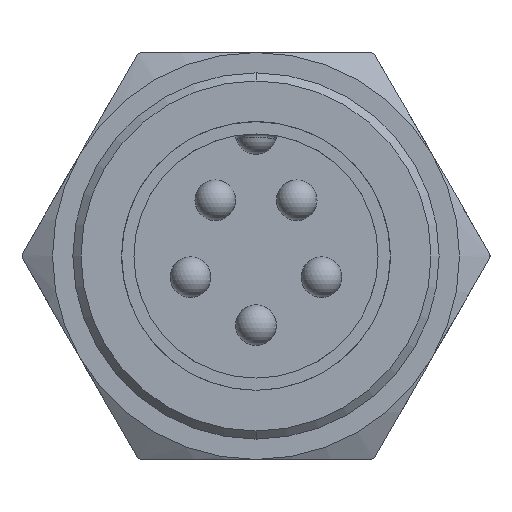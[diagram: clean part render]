
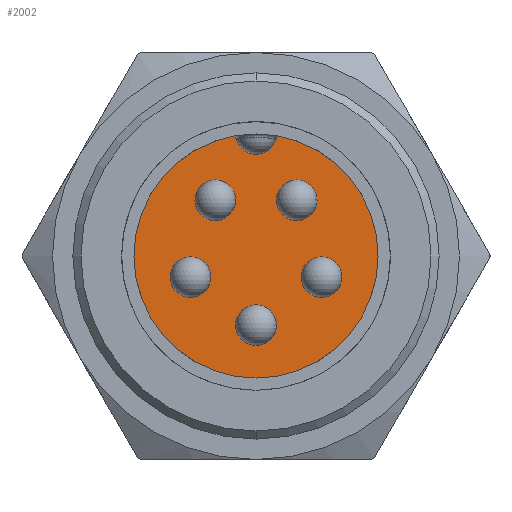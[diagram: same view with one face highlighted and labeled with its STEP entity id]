
A CAD part, front view. The second image highlights one B-rep face of the part: STEP entity #2002.
In plain terms, the highlighted planar face has unit normal (0, -1, 0).
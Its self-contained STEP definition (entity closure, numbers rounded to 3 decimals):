
#575=CARTESIAN_POINT('',(0.,0.,-3.0));
#576=VERTEX_POINT('',#575);
#583=CARTESIAN_POINT('',(-0.599,0.,2.94));
#584=VERTEX_POINT('',#583);
#585=CARTESIAN_POINT('',(0.0,0.,0.));
#586=DIRECTION('',(0.0,1.0,0.0));
#587=DIRECTION('',(0.0,0.0,1.0));
#588=AXIS2_PLACEMENT_3D('',#585,#586,#587);
#589=CIRCLE('',#588,3.0);
#590=EDGE_CURVE('',#576,#584,#589,.T.);
#623=CARTESIAN_POINT('',(-0.526,0.,2.927));
#624=VERTEX_POINT('',#623);
#633=CARTESIAN_POINT('',(-0.482,0.,2.868));
#634=VERTEX_POINT('',#633);
#635=CARTESIAN_POINT('',(-0.579,0.,2.842));
#636=DIRECTION('',(0.0,-1.,0.0));
#637=DIRECTION('',(0.524,0.0,0.852));
#638=AXIS2_PLACEMENT_3D('',#635,#636,#637);
#639=CIRCLE('',#638,0.1);
#640=EDGE_CURVE('',#634,#624,#639,.T.);
#667=CARTESIAN_POINT('',(0.526,0.,2.927));
#668=VERTEX_POINT('',#667);
#684=CARTESIAN_POINT('',(0.482,0.,2.868));
#685=VERTEX_POINT('',#684);
#692=CARTESIAN_POINT('',(0.579,0.,2.842));
#693=DIRECTION('',(0.0,-1.,0.0));
#694=DIRECTION('',(-0.524,0.0,0.852));
#695=AXIS2_PLACEMENT_3D('',#692,#693,#694);
#696=CIRCLE('',#695,0.1);
#697=EDGE_CURVE('',#668,#685,#696,.T.);
#707=CARTESIAN_POINT('',(-0.5,0.,1.37));
#708=VERTEX_POINT('',#707);
#717=CARTESIAN_POINT('',(-1.5,0.0,1.37));
#718=VERTEX_POINT('',#717);
#719=CARTESIAN_POINT('',(-1.,0.0,1.37));
#720=DIRECTION('',(0.0,1.0,0.0));
#721=DIRECTION('',(1.0,0.0,0.0));
#722=AXIS2_PLACEMENT_3D('',#719,#720,#721);
#723=CIRCLE('',#722,0.5);
#724=EDGE_CURVE('',#718,#708,#723,.T.);
#749=CARTESIAN_POINT('',(2.11,0.,-0.52));
#750=VERTEX_POINT('',#749);
#759=CARTESIAN_POINT('',(1.11,0.0,-0.52));
#760=VERTEX_POINT('',#759);
#761=CARTESIAN_POINT('',(1.61,0.0,-0.52));
#762=DIRECTION('',(0.0,1.0,0.0));
#763=DIRECTION('',(1.0,0.0,0.0));
#764=AXIS2_PLACEMENT_3D('',#761,#762,#763);
#765=CIRCLE('',#764,0.5);
#766=EDGE_CURVE('',#760,#750,#765,.T.);
#791=CARTESIAN_POINT('',(1.5,0.,1.37));
#792=VERTEX_POINT('',#791);
#801=CARTESIAN_POINT('',(0.5,0.0,1.37));
#802=VERTEX_POINT('',#801);
#803=CARTESIAN_POINT('',(1.,0.0,1.37));
#804=DIRECTION('',(0.0,1.0,0.0));
#805=DIRECTION('',(1.0,0.0,0.0));
#806=AXIS2_PLACEMENT_3D('',#803,#804,#805);
#807=CIRCLE('',#806,0.5);
#808=EDGE_CURVE('',#802,#792,#807,.T.);
#833=CARTESIAN_POINT('',(-1.11,0.,-0.52));
#834=VERTEX_POINT('',#833);
#843=CARTESIAN_POINT('',(-2.11,0.0,-0.52));
#844=VERTEX_POINT('',#843);
#845=CARTESIAN_POINT('',(-1.61,0.0,-0.52));
#846=DIRECTION('',(0.0,1.0,0.0));
#847=DIRECTION('',(1.0,0.0,0.0));
#848=AXIS2_PLACEMENT_3D('',#845,#846,#847);
#849=CIRCLE('',#848,0.5);
#850=EDGE_CURVE('',#844,#834,#849,.T.);
#875=CARTESIAN_POINT('',(0.5,0.,-1.7));
#876=VERTEX_POINT('',#875);
#885=CARTESIAN_POINT('',(-0.5,0.0,-1.7));
#886=VERTEX_POINT('',#885);
#887=CARTESIAN_POINT('',(0.0,0.0,-1.7));
#888=DIRECTION('',(0.0,1.0,0.0));
#889=DIRECTION('',(1.0,0.0,0.0));
#890=AXIS2_PLACEMENT_3D('',#887,#888,#889);
#891=CIRCLE('',#890,0.5);
#892=EDGE_CURVE('',#886,#876,#891,.T.);
#1602=CARTESIAN_POINT('',(0.0,0.0,-1.7));
#1603=DIRECTION('',(0.0,1.0,0.0));
#1604=DIRECTION('',(1.0,0.0,0.0));
#1605=AXIS2_PLACEMENT_3D('',#1602,#1603,#1604);
#1606=CIRCLE('',#1605,0.5);
#1607=EDGE_CURVE('',#876,#886,#1606,.T.);
#1636=CARTESIAN_POINT('',(-1.61,0.0,-0.52));
#1637=DIRECTION('',(0.0,1.0,0.0));
#1638=DIRECTION('',(1.0,0.0,0.0));
#1639=AXIS2_PLACEMENT_3D('',#1636,#1637,#1638);
#1640=CIRCLE('',#1639,0.5);
#1641=EDGE_CURVE('',#834,#844,#1640,.T.);
#1670=CARTESIAN_POINT('',(1.,0.0,1.37));
#1671=DIRECTION('',(0.0,1.0,0.0));
#1672=DIRECTION('',(1.0,0.0,0.0));
#1673=AXIS2_PLACEMENT_3D('',#1670,#1671,#1672);
#1674=CIRCLE('',#1673,0.5);
#1675=EDGE_CURVE('',#792,#802,#1674,.T.);
#1704=CARTESIAN_POINT('',(1.61,0.0,-0.52));
#1705=DIRECTION('',(0.0,1.0,0.0));
#1706=DIRECTION('',(1.0,0.0,0.0));
#1707=AXIS2_PLACEMENT_3D('',#1704,#1705,#1706);
#1708=CIRCLE('',#1707,0.5);
#1709=EDGE_CURVE('',#750,#760,#1708,.T.);
#1738=CARTESIAN_POINT('',(-1.,0.0,1.37));
#1739=DIRECTION('',(0.0,1.0,0.0));
#1740=DIRECTION('',(1.0,0.0,0.0));
#1741=AXIS2_PLACEMENT_3D('',#1738,#1739,#1740);
#1742=CIRCLE('',#1741,0.5);
#1743=EDGE_CURVE('',#708,#718,#1742,.T.);
#1901=CARTESIAN_POINT('',(0.599,0.,2.94));
#1902=VERTEX_POINT('',#1901);
#1903=CARTESIAN_POINT('',(0.579,0.,2.842));
#1904=DIRECTION('',(0.0,-1.,0.0));
#1905=DIRECTION('',(-0.524,0.0,0.852));
#1906=AXIS2_PLACEMENT_3D('',#1903,#1904,#1905);
#1907=CIRCLE('',#1906,0.1);
#1908=EDGE_CURVE('',#1902,#668,#1907,.T.);
#1928=CARTESIAN_POINT('',(-0.579,0.,2.842));
#1929=DIRECTION('',(0.0,-1.,0.0));
#1930=DIRECTION('',(0.524,0.0,0.852));
#1931=AXIS2_PLACEMENT_3D('',#1928,#1929,#1930);
#1932=CIRCLE('',#1931,0.1);
#1933=EDGE_CURVE('',#624,#584,#1932,.T.);
#1944=CARTESIAN_POINT('',(0.,0.0,3.));
#1945=DIRECTION('',(0.0,1.0,0.0));
#1946=DIRECTION('',(-0.997,0.0,0.083));
#1947=AXIS2_PLACEMENT_3D('',#1944,#1945,#1946);
#1948=CIRCLE('',#1947,0.5);
#1949=EDGE_CURVE('',#685,#634,#1948,.T.);
#1962=CARTESIAN_POINT('',(0.0,0.0,1.5));
#1963=DIRECTION('',(0.0,-1.0,0.0));
#1964=DIRECTION('',(0.0,0.0,-1.0));
#1965=AXIS2_PLACEMENT_3D('',#1962,#1963,#1964);
#1966=PLANE('',#1965);
#1967=ORIENTED_EDGE('',*,*,#640,.T.);
#1968=ORIENTED_EDGE('',*,*,#1933,.T.);
#1969=ORIENTED_EDGE('',*,*,#590,.F.);
#1970=CARTESIAN_POINT('',(0.0,0.,0.));
#1971=DIRECTION('',(0.0,1.0,0.0));
#1972=DIRECTION('',(0.0,0.0,1.0));
#1973=AXIS2_PLACEMENT_3D('',#1970,#1971,#1972);
#1974=CIRCLE('',#1973,3.0);
#1975=EDGE_CURVE('',#1902,#576,#1974,.T.);
#1976=ORIENTED_EDGE('',*,*,#1975,.F.);
#1977=ORIENTED_EDGE('',*,*,#1908,.T.);
#1978=ORIENTED_EDGE('',*,*,#697,.T.);
#1979=ORIENTED_EDGE('',*,*,#1949,.T.);
#1980=EDGE_LOOP('',(#1967,#1968,#1969,#1976,#1977,#1978,#1979));
#1981=FACE_OUTER_BOUND('',#1980,.T.);
#1982=ORIENTED_EDGE('',*,*,#766,.T.);
#1983=ORIENTED_EDGE('',*,*,#1709,.T.);
#1984=EDGE_LOOP('',(#1982,#1983));
#1985=FACE_BOUND('',#1984,.T.);
#1986=ORIENTED_EDGE('',*,*,#808,.T.);
#1987=ORIENTED_EDGE('',*,*,#1675,.T.);
#1988=EDGE_LOOP('',(#1986,#1987));
#1989=FACE_BOUND('',#1988,.T.);
#1990=ORIENTED_EDGE('',*,*,#724,.T.);
#1991=ORIENTED_EDGE('',*,*,#1743,.T.);
#1992=EDGE_LOOP('',(#1990,#1991));
#1993=FACE_BOUND('',#1992,.T.);
#1994=ORIENTED_EDGE('',*,*,#850,.T.);
#1995=ORIENTED_EDGE('',*,*,#1641,.T.);
#1996=EDGE_LOOP('',(#1994,#1995));
#1997=FACE_BOUND('',#1996,.T.);
#1998=ORIENTED_EDGE('',*,*,#892,.T.);
#1999=ORIENTED_EDGE('',*,*,#1607,.T.);
#2000=EDGE_LOOP('',(#1998,#1999));
#2001=FACE_BOUND('',#2000,.T.);
#2002=ADVANCED_FACE('',(#1981,#1985,#1989,#1993,#1997,#2001),#1966,.T.);
